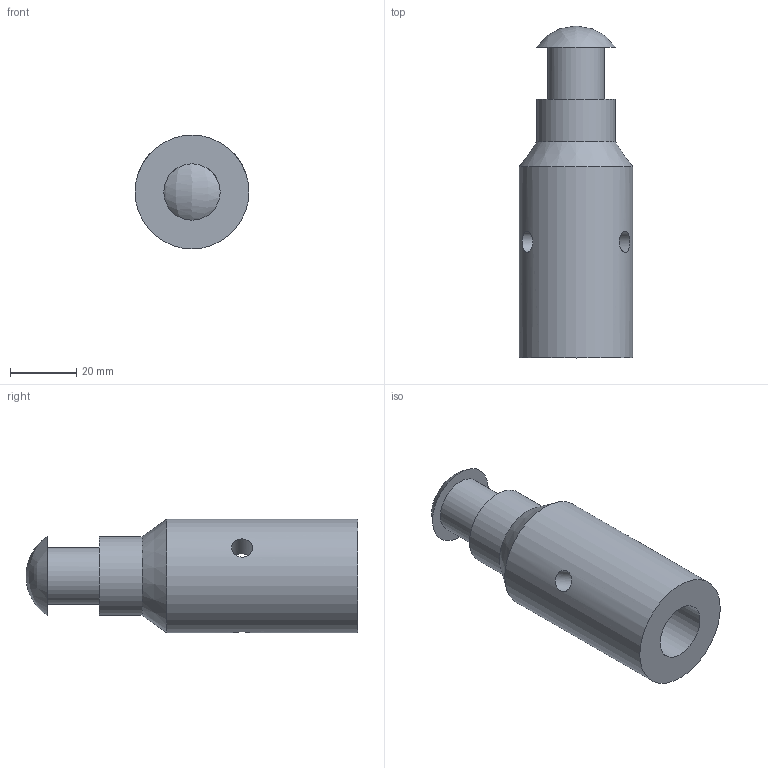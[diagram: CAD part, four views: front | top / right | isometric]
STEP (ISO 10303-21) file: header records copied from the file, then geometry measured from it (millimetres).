
FILE_DESCRIPTION (( 'STEP AP214' ), '1' );
FILE_NAME ('SLM-8.STEP', '2023-03-09T11:55:25', ( '' ), ( '' ), 'SwSTEP 2.0', 'SolidWorks 2021', '' );
FILE_SCHEMA (( 'AUTOMOTIVE_DESIGN' ));
Length unit declared in the file: inch
Products named in the file (1): SLM-8
Bounding box: 34.29 x 100.04 x 34.29 mm (x, y, z)
Volume: 38693 mm3; surface area: 15386.6 mm2
Topology: 1 solids, 1 shells, 12 faces, 28 edges, 19 vertices
Faces by surface type: cylinder 7, plane 2, bspline 2, cone 1
Full cylindrical faces by diameter (mm): 6.35 x3, 17 x2, 23.754 x1, 34.29 x1
Entity records: 784 total; most frequent: CARTESIAN_POINT 539, DIRECTION 36, EDGE_LOOP 28, ORIENTED_EDGE 28, AXIS2_PLACEMENT_3D 18, FACE_OUTER_BOUND 17, EDGE_CURVE 14, VERTEX_POINT 14
